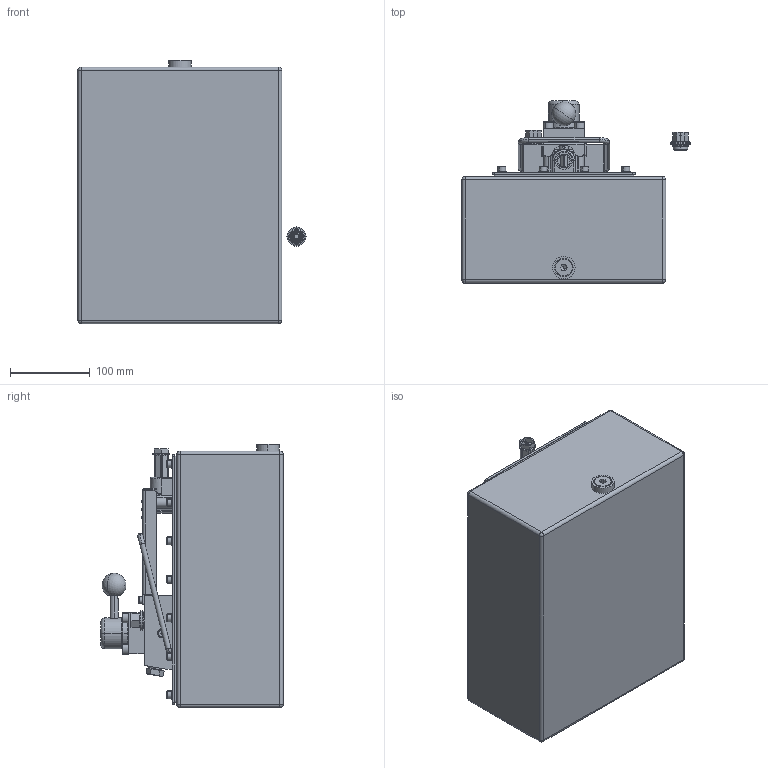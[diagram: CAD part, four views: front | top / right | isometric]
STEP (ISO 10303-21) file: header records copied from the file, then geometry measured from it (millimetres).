
FILE_DESCRIPTION (( 'STEP AP203' ), '1' );
FILE_NAME ('A6705.STEP', '2016-12-29T06:34:50', ( '' ), ( '' ), 'SwSTEP 2.0', 'SolidWorks 2016', '' );
FILE_SCHEMA (( 'CONFIG_CONTROL_DESIGN' ));
Products named in the file (1): A6705
Bounding box: 285.5 x 228 x 329.3 mm (x, y, z)
Volume: 1320099.3 mm3; surface area: 869526.8 mm2
Topology: 79 solids, 79 shells, 2148 faces, 4933 edges, 3006 vertices
Faces by surface type: cylinder 851, plane 745, cone 392, torus 80, sphere 54, bspline 26
Entity records: 63411 total; most frequent: CARTESIAN_POINT 13966, DIRECTION 10897, ORIENTED_EDGE 9658, EDGE_CURVE 4829, AXIS2_PLACEMENT_3D 4220, VERTEX_POINT 2992, EDGE_LOOP 2545, VECTOR 2457
